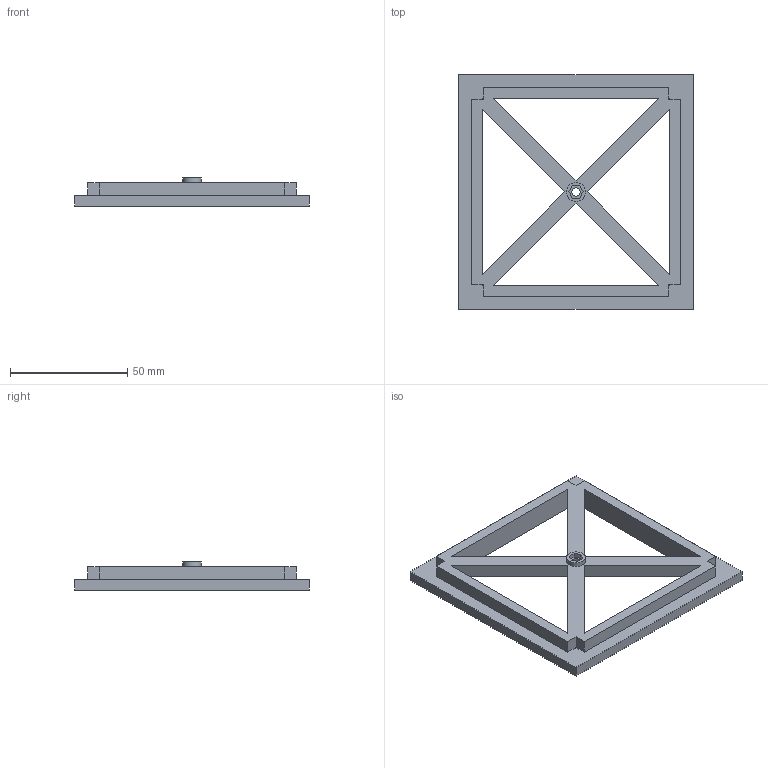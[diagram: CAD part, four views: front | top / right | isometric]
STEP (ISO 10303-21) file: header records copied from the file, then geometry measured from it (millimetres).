
FILE_DESCRIPTION(('FreeCAD Model'),'2;1');
FILE_NAME('Open CASCADE Shape Model','2024-03-31T15:45:36',(''),(''), 'Open CASCADE STEP processor 7.6','FreeCAD','Unknown');
FILE_SCHEMA(('AUTOMOTIVE_DESIGN { 1 0 10303 214 1 1 1 1 }'));
Length unit declared in the file: millimetre
Products named in the file (1): Body
Bounding box: 100 x 100 x 12 mm (x, y, z)
Volume: 32320.1 mm3; surface area: 19327.7 mm2
Topology: 1 solids, 1 shells, 51 faces, 157 edges, 102 vertices
Faces by surface type: plane 48, cylinder 3
Full cylindrical faces by diameter (mm): 3.5 x1, 8 x2
Entity records: 1771 total; most frequent: ORIENTED_EDGE 314, CARTESIAN_POINT 311, DIRECTION 267, EDGE_CURVE 157, LINE 151, VECTOR 151, VERTEX_POINT 102, FACE_BOUND 63
